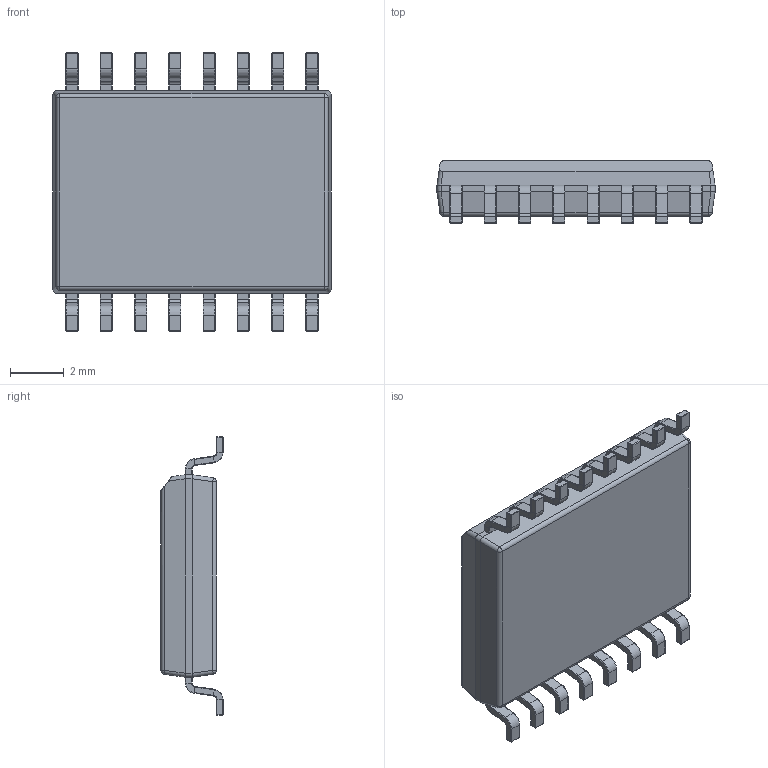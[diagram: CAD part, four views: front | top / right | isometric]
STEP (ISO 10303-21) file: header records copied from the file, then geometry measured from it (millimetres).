
FILE_DESCRIPTION (( 'STEP AP214' ), '1' );
FILE_NAME ('4A3EAAE4-CF6C-4F89-ADC9-DD9BC4FF86C3.STEP', '2024-03-18T14:32:38', ( '' ), ( '' ), 'SwSTEP 2.0', 'SolidWorks 2022', '' );
FILE_SCHEMA (( 'AUTOMOTIVE_DESIGN' ));
Length unit declared in the file: millimetre
Products named in the file (1): 4A3EAAE4-CF6C-4F89-ADC9-DD9BC4FF86C3
Bounding box: 10.3 x 2.3 x 10.3 mm (x, y, z)
Volume: 157.2 mm3; surface area: 419.9 mm2
Topology: 18 solids, 18 shells, 868 faces, 2043 edges, 1163 vertices
Faces by surface type: cylinder 341, plane 327, torus 130, sphere 70
Entity records: 35106 total; most frequent: CARTESIAN_POINT 5779, DIRECTION 4318, ORIENTED_EDGE 3946, EDGE_CURVE 1973, AXIS2_PLACEMENT_3D 1667, VERTEX_POINT 1163, LINE 984, VECTOR 984
